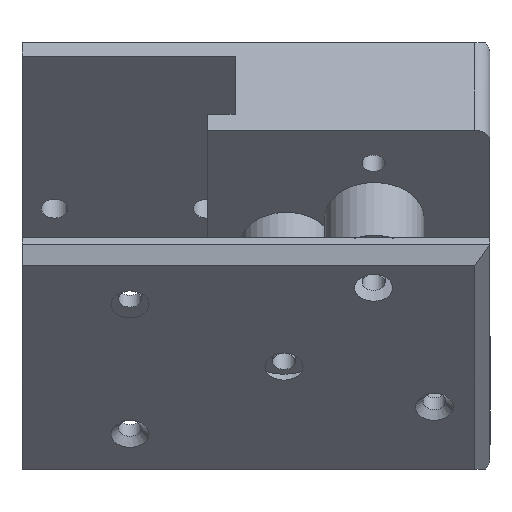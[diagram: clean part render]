
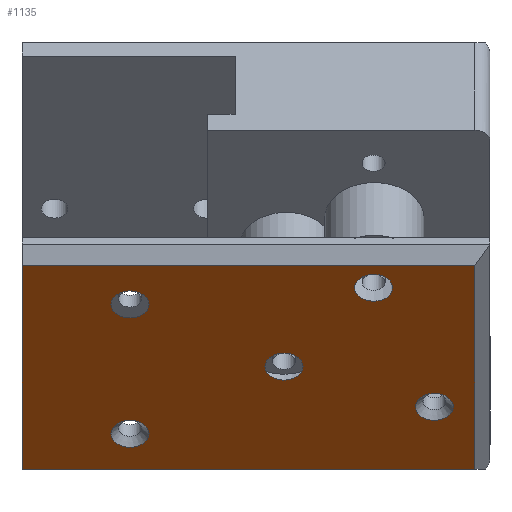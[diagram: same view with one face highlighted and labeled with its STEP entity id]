
A CAD part, top view. The second image highlights one B-rep face of the part: STEP entity #1135.
In plain terms, the highlighted planar face has unit normal (0, -0.707, 0.707).
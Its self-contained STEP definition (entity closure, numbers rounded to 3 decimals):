
#45=FACE_BOUND('',#216,.T.);
#46=FACE_BOUND('',#217,.T.);
#47=FACE_BOUND('',#218,.T.);
#48=FACE_BOUND('',#219,.T.);
#49=FACE_BOUND('',#220,.T.);
#82=PLANE('',#1258);
#135=FACE_OUTER_BOUND('',#215,.T.);
#215=EDGE_LOOP('',(#953,#954,#955,#956));
#216=EDGE_LOOP('',(#957));
#217=EDGE_LOOP('',(#958));
#218=EDGE_LOOP('',(#959));
#219=EDGE_LOOP('',(#960));
#220=EDGE_LOOP('',(#961));
#287=LINE('',#1778,#387);
#291=LINE('',#1786,#391);
#294=LINE('',#1794,#394);
#297=LINE('',#1800,#397);
#387=VECTOR('',#1428,10.);
#391=VECTOR('',#1434,10.);
#394=VECTOR('',#1441,10.);
#397=VECTOR('',#1448,10.);
#477=CIRCLE('',#1243,2.5);
#479=CIRCLE('',#1247,2.5);
#481=CIRCLE('',#1251,2.5);
#483=CIRCLE('',#1255,2.5);
#485=CIRCLE('',#1259,2.5);
#544=VERTEX_POINT('',#1775);
#545=VERTEX_POINT('',#1777);
#548=VERTEX_POINT('',#1785);
#551=VERTEX_POINT('',#1792);
#572=VERTEX_POINT('',#1859);
#574=VERTEX_POINT('',#1867);
#576=VERTEX_POINT('',#1875);
#578=VERTEX_POINT('',#1883);
#580=VERTEX_POINT('',#1891);
#660=EDGE_CURVE('',#544,#545,#287,.T.);
#664=EDGE_CURVE('',#545,#548,#291,.T.);
#668=EDGE_CURVE('',#551,#544,#294,.T.);
#672=EDGE_CURVE('',#548,#551,#297,.T.);
#702=EDGE_CURVE('',#572,#572,#477,.T.);
#706=EDGE_CURVE('',#574,#574,#479,.T.);
#710=EDGE_CURVE('',#576,#576,#481,.T.);
#714=EDGE_CURVE('',#578,#578,#483,.T.);
#718=EDGE_CURVE('',#580,#580,#485,.T.);
#953=ORIENTED_EDGE('',*,*,#668,.F.);
#954=ORIENTED_EDGE('',*,*,#672,.F.);
#955=ORIENTED_EDGE('',*,*,#664,.F.);
#956=ORIENTED_EDGE('',*,*,#660,.F.);
#957=ORIENTED_EDGE('',*,*,#714,.F.);
#958=ORIENTED_EDGE('',*,*,#706,.F.);
#959=ORIENTED_EDGE('',*,*,#702,.F.);
#960=ORIENTED_EDGE('',*,*,#710,.F.);
#961=ORIENTED_EDGE('',*,*,#718,.F.);
#1135=ADVANCED_FACE('',(#135,#45,#46,#47,#48,#49),#82,.T.);
#1243=AXIS2_PLACEMENT_3D('',#1860,#1510,#1511);
#1247=AXIS2_PLACEMENT_3D('',#1868,#1520,#1521);
#1251=AXIS2_PLACEMENT_3D('',#1876,#1530,#1531);
#1255=AXIS2_PLACEMENT_3D('',#1884,#1540,#1541);
#1258=AXIS2_PLACEMENT_3D('',#1890,#1548,#1549);
#1259=AXIS2_PLACEMENT_3D('',#1892,#1550,#1551);
#1428=DIRECTION('',(0.,0.707,0.707));
#1434=DIRECTION('',(1.,0.,0.));
#1441=DIRECTION('',(-1.,0.,0.));
#1448=DIRECTION('',(0.,-0.707,-0.707));
#1510=DIRECTION('center_axis',(0.,-0.707,0.707));
#1511=DIRECTION('ref_axis',(1.,0.,0.));
#1520=DIRECTION('center_axis',(0.,-0.707,0.707));
#1521=DIRECTION('ref_axis',(1.,0.,0.));
#1530=DIRECTION('center_axis',(0.,-0.707,0.707));
#1531=DIRECTION('ref_axis',(1.,0.,0.));
#1540=DIRECTION('center_axis',(0.,-0.707,0.707));
#1541=DIRECTION('ref_axis',(1.,0.,0.));
#1548=DIRECTION('center_axis',(0.,-0.707,0.707));
#1549=DIRECTION('ref_axis',(1.,0.,0.));
#1550=DIRECTION('center_axis',(0.,-0.707,0.707));
#1551=DIRECTION('ref_axis',(1.,0.,0.));
#1775=CARTESIAN_POINT('',(-214.191,54.464,178.048));
#1777=CARTESIAN_POINT('',(-214.191,81.18,204.764));
#1778=CARTESIAN_POINT('',(-214.191,64.78,188.364));
#1785=CARTESIAN_POINT('',(-154.688,81.18,204.764));
#1786=CARTESIAN_POINT('',(-193.191,81.18,204.764));
#1792=CARTESIAN_POINT('',(-154.688,54.464,178.048));
#1794=CARTESIAN_POINT('',(-207.191,54.464,178.048));
#1800=CARTESIAN_POINT('',(-154.688,70.967,194.551));
#1859=CARTESIAN_POINT('',(-182.261,67.932,191.516));
#1860=CARTESIAN_POINT('Origin',(-179.761,67.932,191.516));
#1867=CARTESIAN_POINT('',(-170.479,78.284,201.868));
#1868=CARTESIAN_POINT('Origin',(-167.979,78.284,201.868));
#1875=CARTESIAN_POINT('',(-162.5,62.659,186.243));
#1876=CARTESIAN_POINT('Origin',(-160.,62.659,186.243));
#1883=CARTESIAN_POINT('',(-202.5,76.094,199.678));
#1884=CARTESIAN_POINT('Origin',(-200.,76.094,199.678));
#1890=CARTESIAN_POINT('Origin',(-200.191,77.155,200.738));
#1891=CARTESIAN_POINT('',(-202.5,59.123,182.707));
#1892=CARTESIAN_POINT('Origin',(-200.,59.123,182.707));
